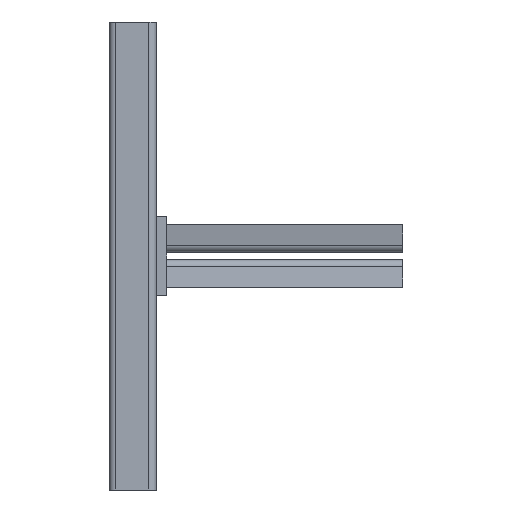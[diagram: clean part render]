
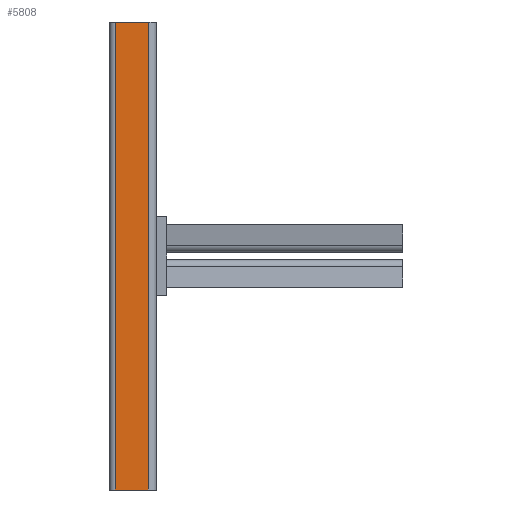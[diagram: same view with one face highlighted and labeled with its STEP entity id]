
A CAD part, left-side view. The second image highlights one B-rep face of the part: STEP entity #5808.
In plain terms, the highlighted planar face has unit normal (-1, 0, 0).
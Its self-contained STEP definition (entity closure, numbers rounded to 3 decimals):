
#949 = LINE ( 'NONE', #5326, #6269 ) ;
#1008 = PLANE ( 'NONE',  #7050 ) ;
#1541 = DIRECTION ( 'NONE',  ( 0., 1., 0. ) ) ;
#1737 = ORIENTED_EDGE ( 'NONE', *, *, #8594, .T. ) ;
#1924 = FACE_OUTER_BOUND ( 'NONE', #6975, .T. ) ;
#1930 = EDGE_CURVE ( 'NONE', #3061, #8896, #7540, .T. ) ;
#1942 = VERTEX_POINT ( 'NONE', #3065 ) ;
#2388 = ORIENTED_EDGE ( 'NONE', *, *, #1930, .F. ) ;
#2452 = DIRECTION ( 'NONE',  ( 1., 0., 0. ) ) ;
#3061 = VERTEX_POINT ( 'NONE', #4899 ) ;
#3065 = CARTESIAN_POINT ( 'NONE',  ( -25., -26., -297. ) ) ;
#3234 = EDGE_CURVE ( 'NONE', #7536, #8896, #949, .T. ) ;
#3377 = ORIENTED_EDGE ( 'NONE', *, *, #4798, .F. ) ;
#3570 = DIRECTION ( 'NONE',  ( 0., 0., 1. ) ) ;
#4032 = CARTESIAN_POINT ( 'NONE',  ( -25., -5., 0. ) ) ;
#4130 = CARTESIAN_POINT ( 'NONE',  ( -25., -5., -297. ) ) ;
#4564 = ORIENTED_EDGE ( 'NONE', *, *, #3234, .T. ) ;
#4798 = EDGE_CURVE ( 'NONE', #1942, #3061, #8884, .T. ) ;
#4899 = CARTESIAN_POINT ( 'NONE',  ( -25., -5., -297. ) ) ;
#5326 = CARTESIAN_POINT ( 'NONE',  ( -25., 0., 0. ) ) ;
#5664 = CARTESIAN_POINT ( 'NONE',  ( -25., -26., -297. ) ) ;
#5682 = CARTESIAN_POINT ( 'NONE',  ( -25., 0., -297. ) ) ;
#5688 = VECTOR ( 'NONE', #8731, 1000. ) ;
#5808 = ADVANCED_FACE ( 'NONE', ( #1924 ), #1008, .F. ) ;
#5999 = DIRECTION ( 'NONE',  ( 0., 1., 0. ) ) ;
#6171 = LINE ( 'NONE', #5664, #8139 ) ;
#6269 = VECTOR ( 'NONE', #5999, 1000. ) ;
#6975 = EDGE_LOOP ( 'NONE', ( #4564, #2388, #3377, #1737 ) ) ;
#7050 = AXIS2_PLACEMENT_3D ( 'NONE', #7847, #2452, #7211 ) ;
#7211 = DIRECTION ( 'NONE',  ( 0., 1., 0. ) ) ;
#7536 = VERTEX_POINT ( 'NONE', #7989 ) ;
#7540 = LINE ( 'NONE', #4130, #5688 ) ;
#7847 = CARTESIAN_POINT ( 'NONE',  ( -25., 0., -297. ) ) ;
#7989 = CARTESIAN_POINT ( 'NONE',  ( -25., -26., 0. ) ) ;
#8139 = VECTOR ( 'NONE', #3570, 1000. ) ;
#8594 = EDGE_CURVE ( 'NONE', #1942, #7536, #6171, .T. ) ;
#8671 = VECTOR ( 'NONE', #1541, 1000. ) ;
#8731 = DIRECTION ( 'NONE',  ( 0., 0., 1. ) ) ;
#8884 = LINE ( 'NONE', #5682, #8671 ) ;
#8896 = VERTEX_POINT ( 'NONE', #4032 ) ;
